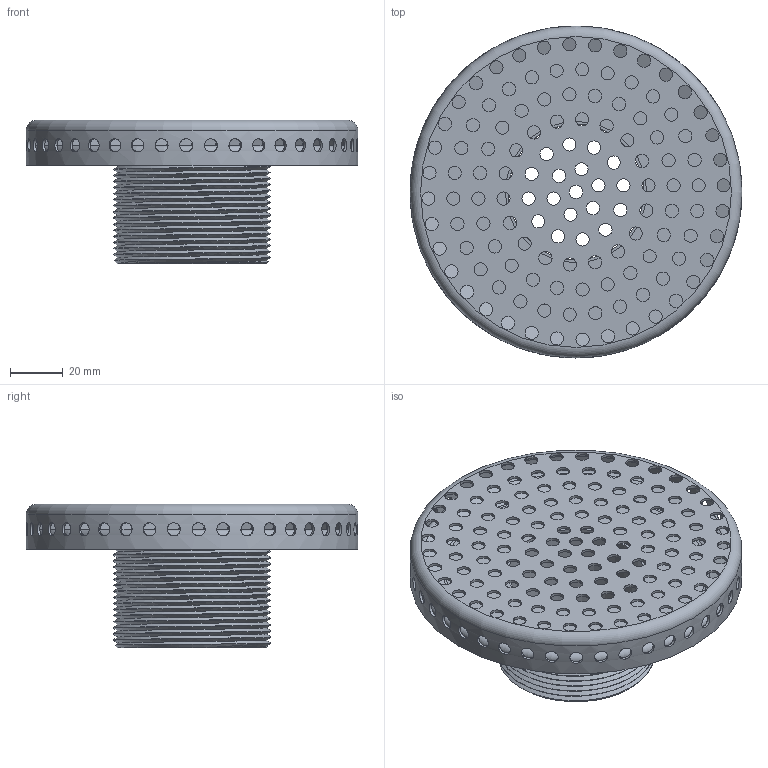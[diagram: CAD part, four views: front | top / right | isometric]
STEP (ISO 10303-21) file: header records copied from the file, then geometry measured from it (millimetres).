
FILE_DESCRIPTION(('STEP AP214'), '1');
FILE_NAME('Ð05-13 Âîäîçàáîð ñåò÷àòûé ô125 G2 ÍÐ', '2024-12-06T10:09:17', ('Runwill'), (''), 'C3D Converter', 'C3D Toolkit', '');
FILE_SCHEMA(('AUTOMOTIVE_DESIGN { 1 0 10303 214 3 1 1}'));
Length unit declared in the file: millimetre
Bounding box: 125.9 x 125.9 x 54.4 mm (x, y, z)
Volume: 52850.8 mm3; surface area: 76422.5 mm2
Topology: 3 solids, 3 shells, 213 faces, 612 edges, 405 vertices
Faces by surface type: cylinder 192, plane 10, torus 6, cone 3, bspline 2
Full cylindrical faces by diameter (mm): 5 x169, 51.5 x1, 53.5 x1, 121.5 x1, 123.9 x2, 125.9 x1
Entity records: 19771 total; most frequent: CARTESIAN_POINT 14198, DIRECTION 1000, ORIENTED_EDGE 852, EDGE_LOOP 741, AXIS2_PLACEMENT_3D 490, EDGE_CURVE 426, VERTEX_POINT 405, FACE_BOUND 376
